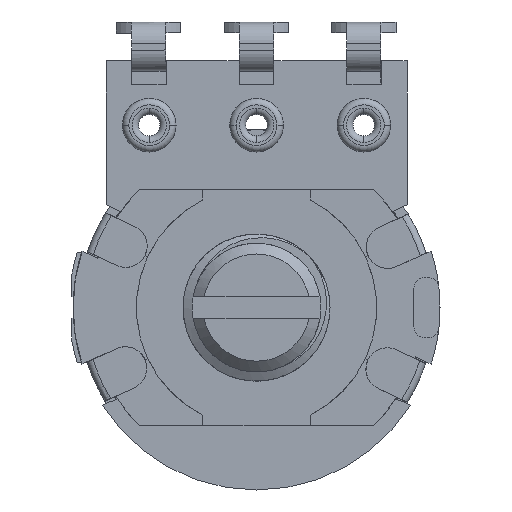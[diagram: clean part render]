
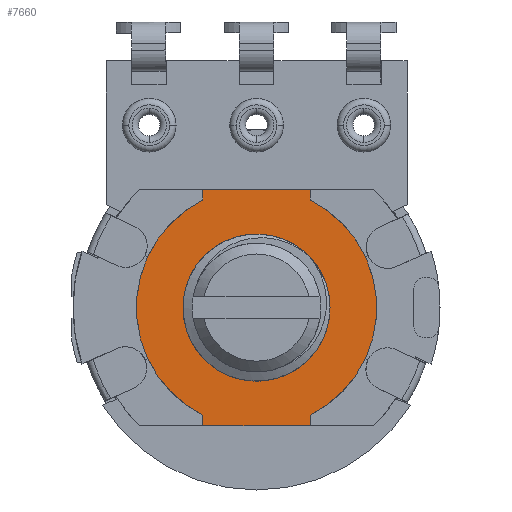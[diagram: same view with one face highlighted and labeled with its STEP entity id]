
A CAD part, front view. The second image highlights one B-rep face of the part: STEP entity #7660.
In plain terms, the highlighted planar face has unit normal (0, -1, 0).
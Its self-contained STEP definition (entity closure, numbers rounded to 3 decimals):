
#14=DIRECTION('',(0.,0.,1.));
#15=VECTOR('',#14,0.019);
#16=CARTESIAN_POINT('',(0.239,0.275,-1.075));
#17=LINE('',#16,#15);
#18=CARTESIAN_POINT('',(0.338,0.275,
-0.858));
#19=DIRECTION('',(0.,-1.,0.));
#20=DIRECTION('',(-0.446,0.,0.895));
#21=AXIS2_PLACEMENT_3D('',#18,#19,#20);
#23=DIRECTION('',(0.,0.,-1.));
#24=VECTOR('',#23,0.019);
#25=CARTESIAN_POINT('',(0.239,0.275,
-0.642));
#26=LINE('',#25,#24);
#27=DIRECTION('',(-1.,0.,0.));
#28=VECTOR('',#27,0.197);
#29=CARTESIAN_POINT('',(0.436,0.275,
-0.642));
#30=LINE('',#29,#28);
#31=DIRECTION('',(0.,0.,-1.));
#32=VECTOR('',#31,0.019);
#33=CARTESIAN_POINT('',(0.436,0.275,
-0.642));
#34=LINE('',#33,#32);
#35=CARTESIAN_POINT('',(0.338,0.275,
-0.858));
#36=DIRECTION('',(0.,-1.,0.));
#37=DIRECTION('',(0.446,0.,-0.895));
#38=AXIS2_PLACEMENT_3D('',#35,#36,#37);
#40=DIRECTION('',(0.,0.,1.));
#41=VECTOR('',#40,0.019);
#42=CARTESIAN_POINT('',(0.436,0.275,-1.075));
#43=LINE('',#42,#41);
#44=DIRECTION('',(1.,0.,0.));
#45=VECTOR('',#44,0.197);
#46=CARTESIAN_POINT('',(0.239,0.275,-1.075));
#47=LINE('',#46,#45);
#48=CARTESIAN_POINT('',(0.338,0.275,
-0.858));
#49=DIRECTION('',(0.,-1.,0.));
#50=DIRECTION('',(-1.,0.,0.));
#51=AXIS2_PLACEMENT_3D('',#48,#49,#50);
#53=CARTESIAN_POINT('',(0.338,0.275,
-0.858));
#54=DIRECTION('',(0.,-1.,0.));
#55=DIRECTION('',(1.,0.,0.));
#56=AXIS2_PLACEMENT_3D('',#53,#54,#55);
#6168=CARTESIAN_POINT('',(0.239,0.275,
-1.075));
#6169=CARTESIAN_POINT('',(0.239,0.275,
-1.055));
#6170=VERTEX_POINT('',#6168);
#6171=VERTEX_POINT('',#6169);
#6172=CARTESIAN_POINT('',(0.239,0.275,
-0.661));
#6173=VERTEX_POINT('',#6172);
#6174=CARTESIAN_POINT('',(0.239,0.275,
-0.642));
#6175=VERTEX_POINT('',#6174);
#6176=CARTESIAN_POINT('',(0.436,0.275,
-0.642));
#6177=CARTESIAN_POINT('',(0.436,0.275,
-0.661));
#6178=VERTEX_POINT('',#6176);
#6179=VERTEX_POINT('',#6177);
#6180=CARTESIAN_POINT('',(0.436,0.275,
-1.055));
#6181=VERTEX_POINT('',#6180);
#6182=CARTESIAN_POINT('',(0.436,0.275,
-1.075));
#6183=VERTEX_POINT('',#6182);
#6219=CARTESIAN_POINT('',(0.473,0.275,
-0.858));
#6221=VERTEX_POINT('',#6219);
#6239=CARTESIAN_POINT('',(0.203,0.275,
-0.858));
#6240=VERTEX_POINT('',#6239);
#7631=CARTESIAN_POINT('',(0.338,0.275,
-0.858));
#7632=DIRECTION('',(0.,1.,0.));
#7633=DIRECTION('',(0.,0.,1.));
#7634=AXIS2_PLACEMENT_3D('',#7631,#7632,#7633);
#7635=PLANE('',#7634);
#7637=ORIENTED_EDGE('',*,*,#7636,.T.);
#7639=ORIENTED_EDGE('',*,*,#7638,.F.);
#7641=ORIENTED_EDGE('',*,*,#7640,.F.);
#7643=ORIENTED_EDGE('',*,*,#7642,.F.);
#7645=ORIENTED_EDGE('',*,*,#7644,.T.);
#7647=ORIENTED_EDGE('',*,*,#7646,.F.);
#7649=ORIENTED_EDGE('',*,*,#7648,.F.);
#7651=ORIENTED_EDGE('',*,*,#7650,.F.);
#7652=EDGE_LOOP('',(#7637,#7639,#7641,#7643,#7645,#7647,#7649,#7651));
#7653=FACE_OUTER_BOUND('',#7652,.F.);
#7655=ORIENTED_EDGE('',*,*,#7654,.T.);
#7657=ORIENTED_EDGE('',*,*,#7656,.T.);
#7658=EDGE_LOOP('',(#7655,#7657));
#7659=FACE_BOUND('',#7658,.F.);
#7660=ADVANCED_FACE('',(#7653,#7659),#7635,.F.);
#22=CIRCLE('',#21,0.22);
#39=CIRCLE('',#38,0.22);
#52=CIRCLE('',#51,0.135);
#57=CIRCLE('',#56,0.135);
#7636=EDGE_CURVE('',#6170,#6171,#17,.T.);
#7638=EDGE_CURVE('',#6173,#6171,#22,.T.);
#7640=EDGE_CURVE('',#6175,#6173,#26,.T.);
#7642=EDGE_CURVE('',#6178,#6175,#30,.T.);
#7644=EDGE_CURVE('',#6178,#6179,#34,.T.);
#7646=EDGE_CURVE('',#6181,#6179,#39,.T.);
#7648=EDGE_CURVE('',#6183,#6181,#43,.T.);
#7650=EDGE_CURVE('',#6170,#6183,#47,.T.);
#7654=EDGE_CURVE('',#6240,#6221,#52,.T.);
#7656=EDGE_CURVE('',#6221,#6240,#57,.T.);
